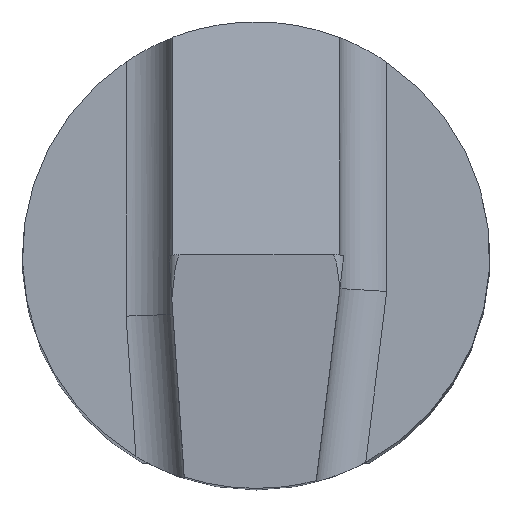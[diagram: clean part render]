
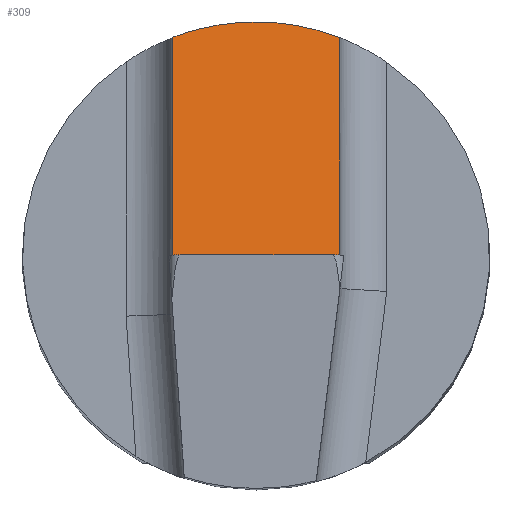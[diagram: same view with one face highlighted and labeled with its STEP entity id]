
A CAD part, top view. The second image highlights one B-rep face of the part: STEP entity #309.
In plain terms, the highlighted planar face has unit normal (0, 0.888, 0.46).
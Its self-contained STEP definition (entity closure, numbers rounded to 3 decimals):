
#205=VERTEX_POINT('NONE',#522);
#225=EDGE_CURVE('NONE',#243,#285,#542,.T.);
#243=VERTEX_POINT('NONE',#564);
#263=VERTEX_POINT('NONE',#586);
#285=VERTEX_POINT('NONE',#611);
#309=ADVANCED_FACE('NONE',(#636),#637,.F.);
#335=EDGE_CURVE('NONE',#439,#263,#666,.T.);
#403=EDGE_CURVE('NONE',#243,#205,#738,.T.);
#419=EDGE_CURVE('NONE',#205,#263,#756,.T.);
#439=VERTEX_POINT('NONE',#777);
#465=EDGE_CURVE('NONE',#285,#439,#807,.T.);
#522=CARTESIAN_POINT('',(0.,4.0,30.0));
#542=LINE('',#919,#920);
#564=CARTESIAN_POINT('',(1.435,3.734,30.514));
#586=CARTESIAN_POINT('',(-1.426,3.737,30.507));
#611=CARTESIAN_POINT('',(1.435,-0.146,38.0));
#636=FACE_OUTER_BOUND('',#1067,.T.);
#637=PLANE('',#1068);
#666=LINE('',#1118,#1119);
#738=(B_SPLINE_CURVE(3,(#1271,#1272,#1273,#1274),.UNSPECIFIED.,.F.,.F.)B_SPLINE_CURVE_WITH_KNOTS((4,4),(5.916,6.283),.UNSPECIFIED.)RATIONAL_B_SPLINE_CURVE((1.0,0.989,0.989,1.0))BOUNDED_CURVE()REPRESENTATION_ITEM('')GEOMETRIC_REPRESENTATION_ITEM()CURVE());
#756=(B_SPLINE_CURVE(3,(#1313,#1314,#1315,#1316),.UNSPECIFIED.,.F.,.F.)B_SPLINE_CURVE_WITH_KNOTS((4,4),(0.0,0.365),.UNSPECIFIED.)RATIONAL_B_SPLINE_CURVE((1.0,0.989,0.989,1.0))BOUNDED_CURVE()REPRESENTATION_ITEM('')GEOMETRIC_REPRESENTATION_ITEM()CURVE());
#777=CARTESIAN_POINT('',(-1.426,-0.146,38.0));
#807=LINE('',#1413,#1414);
#919=CARTESIAN_POINT('',(1.435,-3.699,44.857));
#920=VECTOR('',#1474,1000.0);
#1067=EDGE_LOOP('',(#1595,#1596,#1597,#1598,#1599));
#1068=AXIS2_PLACEMENT_3D('',#1600,#1601,#1602);
#1118=CARTESIAN_POINT('',(-1.426,-3.699,44.857));
#1119=VECTOR('',#1636,1000.0);
#1271=CARTESIAN_POINT('',(1.435,3.734,30.514));
#1272=CARTESIAN_POINT('',(0.976,3.91,30.173));
#1273=CARTESIAN_POINT('',(0.492,4.0,30.0));
#1274=CARTESIAN_POINT('',(0.,4.0,30.0));
#1313=CARTESIAN_POINT('',(0.,4.0,30.0));
#1314=CARTESIAN_POINT('',(-0.489,4.0,30.0));
#1315=CARTESIAN_POINT('',(-0.969,3.911,30.171));
#1316=CARTESIAN_POINT('',(-1.426,3.737,30.507));
#1413=CARTESIAN_POINT('',(15.0,-0.146,38.0));
#1414=VECTOR('',#1758,1000.0);
#1474=DIRECTION('',(-0.0,-0.46,0.888));
#1595=ORIENTED_EDGE('',*,*,#225,.F.);
#1596=ORIENTED_EDGE('',*,*,#403,.T.);
#1597=ORIENTED_EDGE('',*,*,#419,.T.);
#1598=ORIENTED_EDGE('',*,*,#335,.F.);
#1599=ORIENTED_EDGE('',*,*,#465,.F.);
#1600=CARTESIAN_POINT('',(15.0,15.409,7.986));
#1601=DIRECTION('',(0.0,-0.888,-0.46));
#1602=DIRECTION('',(1.0,0.0,0.0));
#1636=DIRECTION('',(0.0,0.46,-0.888));
#1758=DIRECTION('',(-1.0,0.0,0.0));
